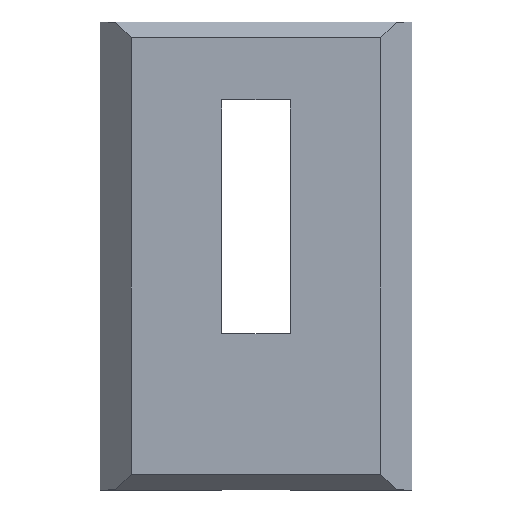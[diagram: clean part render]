
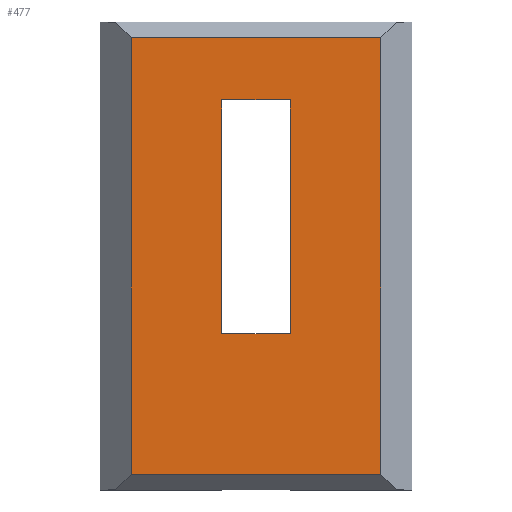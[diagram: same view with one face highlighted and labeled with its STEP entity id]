
A CAD part, top view. The second image highlights one B-rep face of the part: STEP entity #477.
In plain terms, the highlighted planar face has unit normal (0, 0, 1).
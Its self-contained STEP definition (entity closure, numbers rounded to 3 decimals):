
#111 = VERTEX_POINT('',#112);
#112 = CARTESIAN_POINT('',(8.,-14.,1.5));
#118 = EDGE_CURVE('',#111,#119,#121,.T.);
#119 = VERTEX_POINT('',#120);
#120 = CARTESIAN_POINT('',(8.,14.,1.5));
#121 = LINE('',#122,#123);
#122 = CARTESIAN_POINT('',(8.,-15.,1.5));
#123 = VECTOR('',#124,1.);
#124 = DIRECTION('',(0.,1.,0.));
#157 = VERTEX_POINT('',#158);
#158 = CARTESIAN_POINT('',(-8.,-14.,1.5));
#166 = EDGE_CURVE('',#157,#111,#167,.T.);
#167 = LINE('',#168,#169);
#168 = CARTESIAN_POINT('',(-8.,-14.,1.5));
#169 = VECTOR('',#170,1.);
#170 = DIRECTION('',(1.,0.,0.));
#215 = VERTEX_POINT('',#216);
#216 = CARTESIAN_POINT('',(-8.,14.,1.5));
#222 = EDGE_CURVE('',#215,#157,#223,.T.);
#223 = LINE('',#224,#225);
#224 = CARTESIAN_POINT('',(-8.,15.,1.5));
#225 = VECTOR('',#226,1.);
#226 = DIRECTION('',(0.,-1.,0.));
#310 = VERTEX_POINT('',#311);
#311 = CARTESIAN_POINT('',(2.2,-5.,1.5));
#317 = EDGE_CURVE('',#310,#318,#320,.T.);
#318 = VERTEX_POINT('',#319);
#319 = CARTESIAN_POINT('',(2.2,10.,1.5));
#320 = LINE('',#321,#322);
#321 = CARTESIAN_POINT('',(2.2,-5.,1.5));
#322 = VECTOR('',#323,1.);
#323 = DIRECTION('',(0.,1.,0.));
#434 = VERTEX_POINT('',#435);
#435 = CARTESIAN_POINT('',(-2.2,10.,1.5));
#441 = EDGE_CURVE('',#434,#442,#444,.T.);
#442 = VERTEX_POINT('',#443);
#443 = CARTESIAN_POINT('',(-2.2,-5.,1.5));
#444 = LINE('',#445,#446);
#445 = CARTESIAN_POINT('',(-2.2,10.,1.5));
#446 = VECTOR('',#447,1.);
#447 = DIRECTION('',(0.,-1.,0.));
#477 = ADVANCED_FACE('',(#478,#489),#505,.T.);
#478 = FACE_BOUND('',#479,.T.);
#479 = EDGE_LOOP('',(#480,#481,#482,#483));
#480 = ORIENTED_EDGE('',*,*,#222,.T.);
#481 = ORIENTED_EDGE('',*,*,#166,.T.);
#482 = ORIENTED_EDGE('',*,*,#118,.T.);
#483 = ORIENTED_EDGE('',*,*,#484,.T.);
#484 = EDGE_CURVE('',#119,#215,#485,.T.);
#485 = LINE('',#486,#487);
#486 = CARTESIAN_POINT('',(8.,14.,1.5));
#487 = VECTOR('',#488,1.);
#488 = DIRECTION('',(-1.,0.,0.));
#489 = FACE_BOUND('',#490,.T.);
#490 = EDGE_LOOP('',(#491,#497,#498,#504));
#491 = ORIENTED_EDGE('',*,*,#492,.F.);
#492 = EDGE_CURVE('',#442,#310,#493,.T.);
#493 = LINE('',#494,#495);
#494 = CARTESIAN_POINT('',(-2.2,-5.,1.5));
#495 = VECTOR('',#496,1.);
#496 = DIRECTION('',(1.,0.,0.));
#497 = ORIENTED_EDGE('',*,*,#441,.F.);
#498 = ORIENTED_EDGE('',*,*,#499,.F.);
#499 = EDGE_CURVE('',#318,#434,#500,.T.);
#500 = LINE('',#501,#502);
#501 = CARTESIAN_POINT('',(2.2,10.,1.5));
#502 = VECTOR('',#503,1.);
#503 = DIRECTION('',(-1.,0.,0.));
#504 = ORIENTED_EDGE('',*,*,#317,.F.);
#505 = PLANE('',#506);
#506 = AXIS2_PLACEMENT_3D('',#507,#508,#509);
#507 = CARTESIAN_POINT('',(0.,0.,1.5));
#508 = DIRECTION('',(0.,0.,1.));
#509 = DIRECTION('',(1.,0.,0.));
